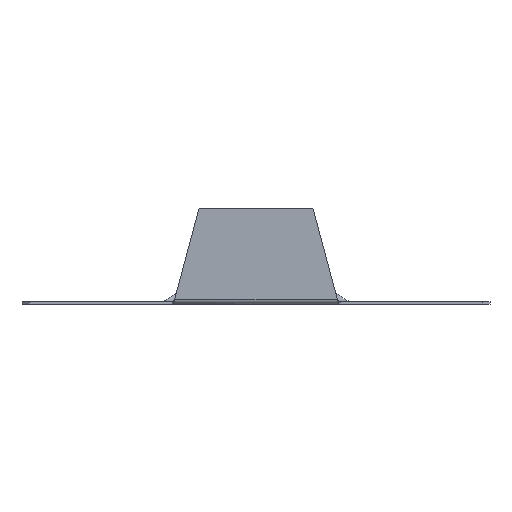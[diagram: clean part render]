
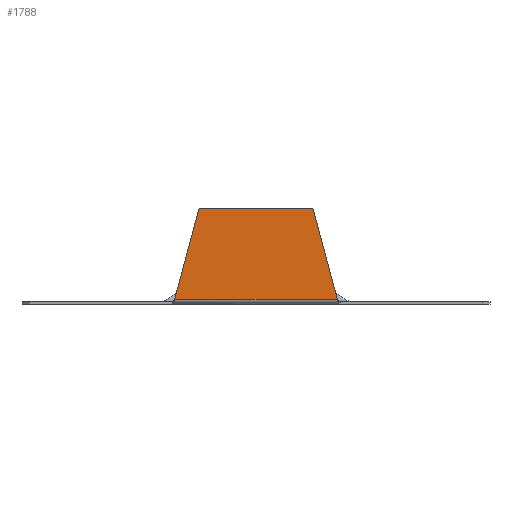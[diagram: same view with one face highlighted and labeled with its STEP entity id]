
A CAD part, front view. The second image highlights one B-rep face of the part: STEP entity #1788.
In plain terms, the highlighted planar face has unit normal (0, -1, 0).
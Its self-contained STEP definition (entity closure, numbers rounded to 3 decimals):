
#201=DIRECTION('',(-0.259,0.,-0.966));
#202=VECTOR('',#201,39.34);
#203=CARTESIAN_POINT('',(-223.746,0.,40.));
#204=LINE('',#203,#202);
#205=DIRECTION('',(-0.259,0.,0.966));
#206=VECTOR('',#205,39.34);
#207=CARTESIAN_POINT('',(-166.072,0.,2.));
#208=LINE('',#207,#206);
#209=CARTESIAN_POINT('',(-233.928,0.,2.));
#217=DIRECTION('',(-1.,0.,0.));
#218=VECTOR('',#217,67.857);
#219=CARTESIAN_POINT('',(-166.072,0.,2.));
#220=LINE('',#219,#218);
#1128=DIRECTION('',(1.,0.,0.));
#1129=VECTOR('',#1128,47.493);
#1130=CARTESIAN_POINT('',(-223.746,0.,40.));
#1131=LINE('',#1130,#1129);
#1264=VERTEX_POINT('',#209);
#1290=CARTESIAN_POINT('',(-223.746,0.,40.));
#1291=VERTEX_POINT('',#1290);
#1472=CARTESIAN_POINT('',(-166.072,0.,2.));
#1473=CARTESIAN_POINT('',(-176.254,0.,40.));
#1474=VERTEX_POINT('',#1472);
#1475=VERTEX_POINT('',#1473);
#1774=CARTESIAN_POINT('',(297.5,0.,40.));
#1775=DIRECTION('',(0.,1.,0.));
#1776=DIRECTION('',(0.,0.,1.));
#1777=AXIS2_PLACEMENT_3D('',#1774,#1775,#1776);
#1778=PLANE('',#1777);
#1780=ORIENTED_EDGE('',*,*,#1779,.T.);
#1782=ORIENTED_EDGE('',*,*,#1781,.F.);
#1784=ORIENTED_EDGE('',*,*,#1783,.T.);
#1785=ORIENTED_EDGE('',*,*,#1765,.F.);
#1786=EDGE_LOOP('',(#1780,#1782,#1784,#1785));
#1787=FACE_OUTER_BOUND('',#1786,.F.);
#1788=ADVANCED_FACE('',(#1787),#1778,.F.);
#1765=EDGE_CURVE('',#1474,#1475,#208,.T.);
#1779=EDGE_CURVE('',#1474,#1264,#220,.T.);
#1781=EDGE_CURVE('',#1291,#1264,#204,.T.);
#1783=EDGE_CURVE('',#1291,#1475,#1131,.T.);
